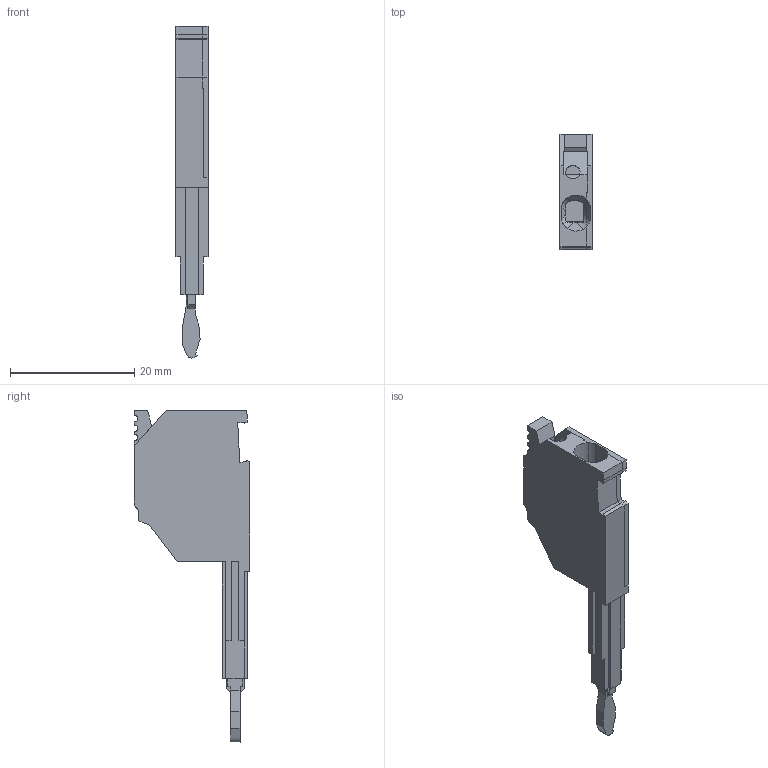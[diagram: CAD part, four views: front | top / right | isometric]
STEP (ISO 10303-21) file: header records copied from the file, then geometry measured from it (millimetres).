
FILE_DESCRIPTION(('Creo Elements/Direct Modeling STEP Export'),'2;1');
FILE_NAME('model.stp','2024-01-30T13:47:18',(''),(''),'Creo Elements/Direct Modeling STEP processor for AP214 (Solid Model)','Creo Elements/Direct Modeling 20.1D 10-Oct-2020 (C) Parametric Technology GmbH','');
FILE_SCHEMA(('AUTOMOTIVE_DESIGN { 1 0 10303 214 1 1 1 1 }'));
Length unit declared in the file: millimetre
Products named in the file (2): LPO_2.5_E-SELECT
Assembly tree (1 placements, depth 2):
  LPO_2.5_E-SELECT
    LPO_2.5_E-SELECT
Bounding box: 5.15 x 18.5 x 53.36 mm (x, y, z)
Volume: 2112.8 mm3; surface area: 1975.3 mm2
Topology: 1 solids, 1 shells, 137 faces, 394 edges, 260 vertices
Faces by surface type: plane 118, cylinder 19
Entity records: 6034 total; most frequent: CARTESIAN_POINT 1426, ORIENTED_EDGE 788, DIRECTION 623, EDGE_CURVE 394, VECTOR 319, LINE 319, VERTEX_POINT 260, AXIS2_PLACEMENT_3D 152
